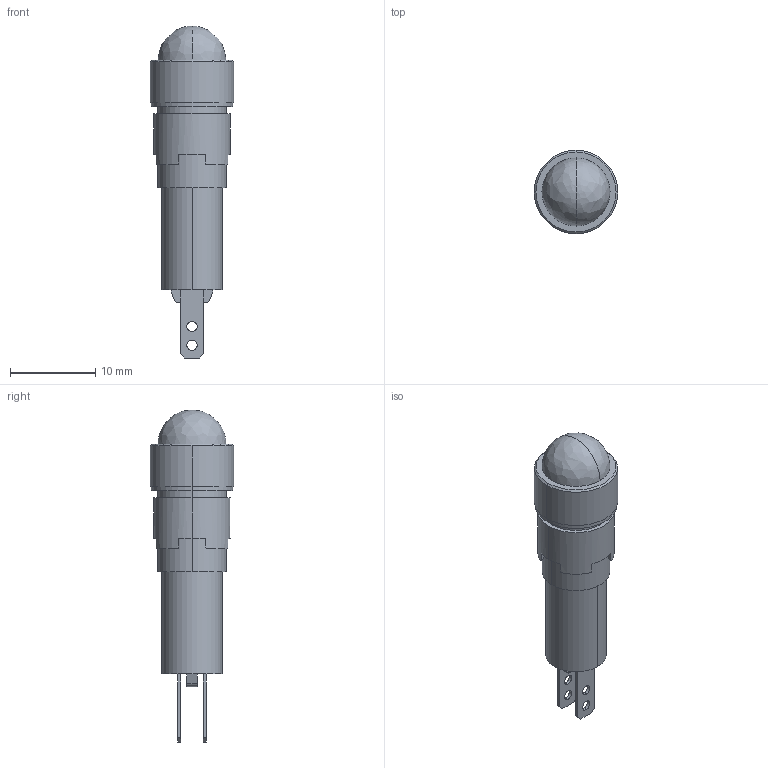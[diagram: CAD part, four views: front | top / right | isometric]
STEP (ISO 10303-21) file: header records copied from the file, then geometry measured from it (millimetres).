
FILE_DESCRIPTION (( 'STEP AP214' ), '1' );
FILE_NAME ('62_AP8M2##$.STEP', '2020-10-27T07:39:41', ( 'IDEC' ), ( 'IDEC' ), 'SwSTEP 2.0', 'SolidWorks 2019', '' );
FILE_SCHEMA (( 'AUTOMOTIVE_DESIGN' ));
Length unit declared in the file: millimetre
Products named in the file (3): AP8-NUT; 62_AP8M2##$; AP8M2-BODY
Assembly tree (2 placements, depth 2):
  62_AP8M2##$
    AP8M2-BODY
    AP8-NUT
Bounding box: 9.8 x 9.8 x 39 mm (x, y, z)
Volume: 1588.8 mm3; surface area: 1305.8 mm2
Topology: 2 solids, 2 shells, 75 faces, 196 edges, 129 vertices
Faces by surface type: plane 41, cylinder 30, bspline 2, cone 2
Entity records: 2506 total; most frequent: CARTESIAN_POINT 513, DIRECTION 400, ORIENTED_EDGE 388, EDGE_CURVE 194, AXIS2_PLACEMENT_3D 144, VERTEX_POINT 129, LINE 112, VECTOR 112
